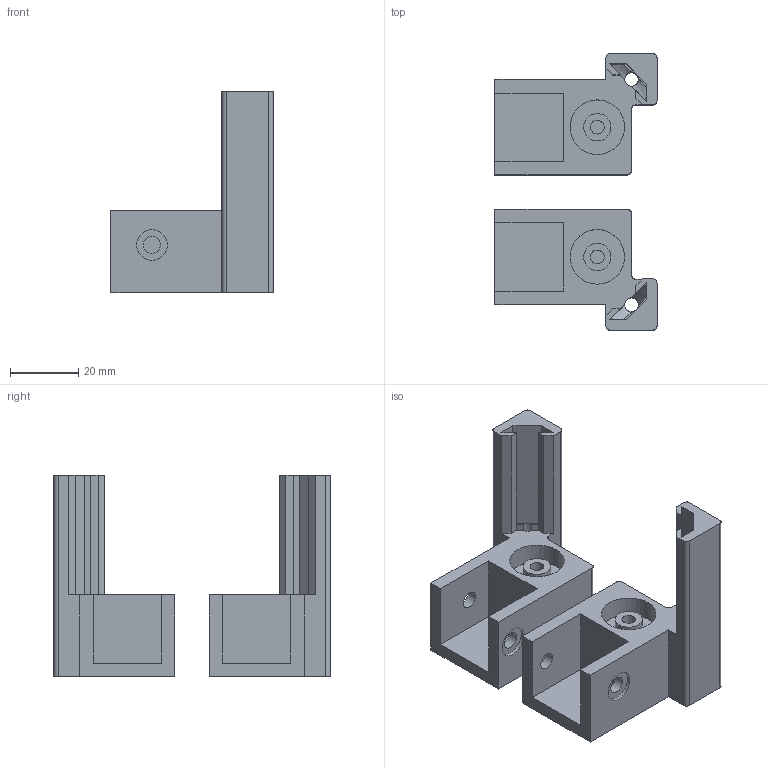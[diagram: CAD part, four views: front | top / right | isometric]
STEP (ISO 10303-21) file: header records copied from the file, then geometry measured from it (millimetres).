
FILE_DESCRIPTION(/* description */ (''),/* implementation_level */ '2;1');
FILE_NAME(/* name */ '1e1f226e-03e3-4fb3-b5cb-5cc93e2f237a.stp',/* time_stamp */ '2020-06-07T15:15:19+00:00',/* author */ (''),/* organization */ (''),/* preprocessor_version */ 'ST-DEVELOPER v18.1',/* originating_system */ 'Autodesk Translation Framework v9.3.0.1241',/* authorisation */ '');
FILE_SCHEMA (('AUTOMOTIVE_DESIGN { 1 0 10303 214 3 1 1 }'));
Length unit declared in the file: millimetre
Products named in the file (2): Bed Mount - Lighted Left/Right; Mount
Assembly tree (1 placements, depth 2):
  Bed Mount - Lighted Left/Right
    Mount
Bounding box: 47.5 x 81 x 59 mm (x, y, z)
Volume: 49090.3 mm3; surface area: 22450.5 mm2
Topology: 2 solids, 2 shells, 112 faces, 292 edges, 194 vertices
Faces by surface type: plane 82, cylinder 26, cone 4
Full cylindrical faces by diameter (mm): 4 x4, 5 x4, 8 x2, 9 x4, 16 x2
Entity records: 3490 total; most frequent: CARTESIAN_POINT 629, ORIENTED_EDGE 584, DIRECTION 572, EDGE_CURVE 292, LINE 218, VECTOR 218, VERTEX_POINT 194, AXIS2_PLACEMENT_3D 177
